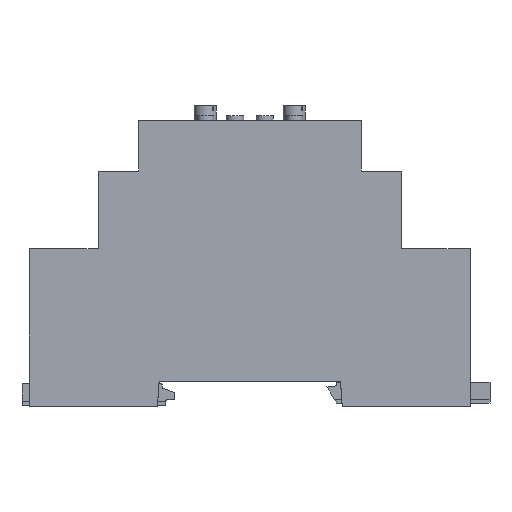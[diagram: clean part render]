
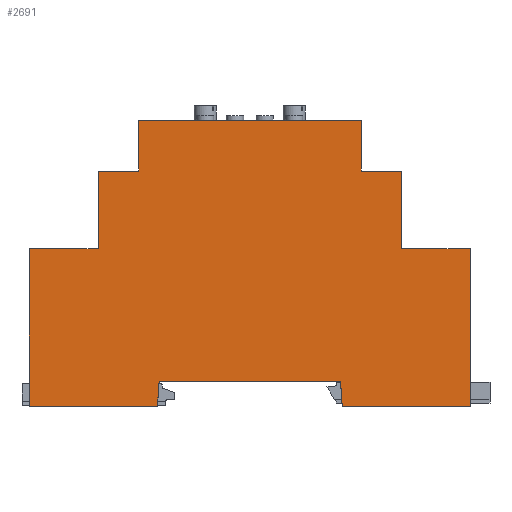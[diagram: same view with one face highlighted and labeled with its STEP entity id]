
A CAD part, left-side view. The second image highlights one B-rep face of the part: STEP entity #2691.
In plain terms, the highlighted planar face has unit normal (-1, 0, 0).
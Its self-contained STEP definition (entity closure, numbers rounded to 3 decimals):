
#2691=ADVANCED_FACE('',(#8660),#8662,.T.);
#8660=FACE_BOUND('',#8661,.T.);
#8661=EDGE_LOOP('',(#13936,#13937,#13938,#13939,#13940,#13941,#13942,#13943,#13944,
#13945,#13946,#13947,#13948,#13949,#13950,#13951));
#8662=PLANE('',#8663);
#8663=AXIS2_PLACEMENT_3D('',#8664,#8665,#8666);
#8664=CARTESIAN_POINT('',(-35.5,0.,0.));
#8665=DIRECTION('',(-1.,0.,0.));
#8666=DIRECTION('',(0.,0.,-1.));
#13936=ORIENTED_EDGE('',*,*,#17477,.T.);
#13937=ORIENTED_EDGE('',*,*,#17478,.T.);
#13938=ORIENTED_EDGE('',*,*,#17479,.T.);
#13939=ORIENTED_EDGE('',*,*,#17480,.T.);
#13940=ORIENTED_EDGE('',*,*,#17481,.T.);
#13941=ORIENTED_EDGE('',*,*,#17482,.T.);
#13942=ORIENTED_EDGE('',*,*,#17483,.T.);
#13943=ORIENTED_EDGE('',*,*,#17484,.T.);
#13944=ORIENTED_EDGE('',*,*,#17485,.T.);
#13945=ORIENTED_EDGE('',*,*,#17486,.T.);
#13946=ORIENTED_EDGE('',*,*,#17487,.T.);
#13947=ORIENTED_EDGE('',*,*,#17387,.T.);
#13948=ORIENTED_EDGE('',*,*,#17476,.T.);
#13949=ORIENTED_EDGE('',*,*,#17488,.T.);
#13950=ORIENTED_EDGE('',*,*,#17489,.T.);
#13951=ORIENTED_EDGE('',*,*,#17490,.T.);
#17387=EDGE_CURVE('',#20158,#20156,#20159,.T.);
#17476=EDGE_CURVE('',#20156,#20327,#20329,.T.);
#17477=EDGE_CURVE('',#20330,#20331,#20332,.T.);
#17478=EDGE_CURVE('',#20331,#20333,#20334,.T.);
#17479=EDGE_CURVE('',#20333,#20335,#20336,.T.);
#17480=EDGE_CURVE('',#20335,#20337,#20338,.T.);
#17481=EDGE_CURVE('',#20337,#20339,#20340,.T.);
#17482=EDGE_CURVE('',#20339,#20341,#20342,.T.);
#17483=EDGE_CURVE('',#20341,#20343,#20344,.T.);
#17484=EDGE_CURVE('',#20343,#20345,#20346,.T.);
#17485=EDGE_CURVE('',#20345,#20347,#20348,.T.);
#17486=EDGE_CURVE('',#20347,#20349,#20350,.T.);
#17487=EDGE_CURVE('',#20349,#20158,#20351,.T.);
#17488=EDGE_CURVE('',#20327,#20352,#20353,.T.);
#17489=EDGE_CURVE('',#20352,#20354,#20355,.T.);
#17490=EDGE_CURVE('',#20354,#20330,#20356,.T.);
#20156=VERTEX_POINT('',#25358);
#20158=VERTEX_POINT('',#25362);
#20159=LINE('',#25363,#25364);
#20327=VERTEX_POINT('',#25761);
#20329=LINE('',#25765,#25766);
#20330=VERTEX_POINT('',#25768);
#20331=VERTEX_POINT('',#25769);
#20332=LINE('',#25770,#25771);
#20333=VERTEX_POINT('',#25773);
#20334=LINE('',#25774,#25775);
#20335=VERTEX_POINT('',#25777);
#20336=LINE('',#25778,#25779);
#20337=VERTEX_POINT('',#25781);
#20338=LINE('',#25782,#25783);
#20339=VERTEX_POINT('',#25785);
#20340=LINE('',#25786,#25787);
#20341=VERTEX_POINT('',#25789);
#20342=LINE('',#25790,#25791);
#20343=VERTEX_POINT('',#25793);
#20344=LINE('',#25794,#25795);
#20345=VERTEX_POINT('',#25797);
#20346=LINE('',#25798,#25799);
#20347=VERTEX_POINT('',#25801);
#20348=LINE('',#25802,#25803);
#20349=VERTEX_POINT('',#25805);
#20350=LINE('',#25806,#25807);
#20351=LINE('',#25809,#25810);
#20352=VERTEX_POINT('',#25812);
#20353=LINE('',#25813,#25814);
#20354=VERTEX_POINT('',#25816);
#20355=LINE('',#25817,#25818);
#20356=LINE('',#25820,#25821);
#25358=CARTESIAN_POINT('',(-35.5,22.5,52.804));
#25362=CARTESIAN_POINT('',(-35.5,-22.5,52.804));
#25363=CARTESIAN_POINT('',(-35.5,-22.5,52.804));
#25364=VECTOR('',#25365,1.);
#25365=DIRECTION('',(0.,1.,0.));
#25761=CARTESIAN_POINT('',(-35.5,22.5,42.606));
#25765=CARTESIAN_POINT('',(-35.5,22.5,52.804));
#25766=VECTOR('',#25767,1.);
#25767=DIRECTION('',(0.,0.,-1.));
#25768=CARTESIAN_POINT('',(-35.5,44.6,26.878));
#25769=CARTESIAN_POINT('',(-35.5,44.6,-4.987));
#25770=CARTESIAN_POINT('',(-35.5,44.6,26.878));
#25771=VECTOR('',#25772,1.);
#25772=DIRECTION('',(0.,0.,-1.));
#25773=CARTESIAN_POINT('',(-35.5,18.7,-4.987));
#25774=CARTESIAN_POINT('',(-35.5,44.6,-4.987));
#25775=VECTOR('',#25776,1.);
#25776=DIRECTION('',(0.,-1.,0.));
#25777=CARTESIAN_POINT('',(-35.5,18.351,0.));
#25778=CARTESIAN_POINT('',(-35.5,18.7,-4.987));
#25779=VECTOR('',#25780,1.);
#25780=DIRECTION('',(0.,-0.07,0.998));
#25781=CARTESIAN_POINT('',(-35.5,-18.351,0.));
#25782=CARTESIAN_POINT('',(-35.5,18.351,0.));
#25783=VECTOR('',#25784,1.);
#25784=DIRECTION('',(0.,-1.,0.));
#25785=CARTESIAN_POINT('',(-35.5,-18.7,-4.987));
#25786=CARTESIAN_POINT('',(-35.5,-18.351,0.));
#25787=VECTOR('',#25788,1.);
#25788=DIRECTION('',(0.,-0.07,-0.998));
#25789=CARTESIAN_POINT('',(-35.5,-44.6,-4.987));
#25790=CARTESIAN_POINT('',(-35.5,-18.7,-4.987));
#25791=VECTOR('',#25792,1.);
#25792=DIRECTION('',(0.,-1.,0.));
#25793=CARTESIAN_POINT('',(-35.5,-44.6,26.878));
#25794=CARTESIAN_POINT('',(-35.5,-44.6,-4.987));
#25795=VECTOR('',#25796,1.);
#25796=DIRECTION('',(0.,0.,1.));
#25797=CARTESIAN_POINT('',(-35.5,-30.7,26.878));
#25798=CARTESIAN_POINT('',(-35.5,-44.6,26.878));
#25799=VECTOR('',#25800,1.);
#25800=DIRECTION('',(0.,1.,0.));
#25801=CARTESIAN_POINT('',(-35.5,-30.7,42.606));
#25802=CARTESIAN_POINT('',(-35.5,-30.7,26.878));
#25803=VECTOR('',#25804,1.);
#25804=DIRECTION('',(0.,0.,1.));
#25805=CARTESIAN_POINT('',(-35.5,-22.5,42.606));
#25806=CARTESIAN_POINT('',(-35.5,-30.7,42.606));
#25807=VECTOR('',#25808,1.);
#25808=DIRECTION('',(0.,1.,0.));
#25809=CARTESIAN_POINT('',(-35.5,-22.5,42.606));
#25810=VECTOR('',#25811,1.);
#25811=DIRECTION('',(0.,0.,1.));
#25812=CARTESIAN_POINT('',(-35.5,30.7,42.606));
#25813=CARTESIAN_POINT('',(-35.5,22.5,42.606));
#25814=VECTOR('',#25815,1.);
#25815=DIRECTION('',(0.,1.,0.));
#25816=CARTESIAN_POINT('',(-35.5,30.7,26.878));
#25817=CARTESIAN_POINT('',(-35.5,30.7,42.606));
#25818=VECTOR('',#25819,1.);
#25819=DIRECTION('',(0.,0.,-1.));
#25820=CARTESIAN_POINT('',(-35.5,30.7,26.878));
#25821=VECTOR('',#25822,1.);
#25822=DIRECTION('',(0.,1.,0.));
